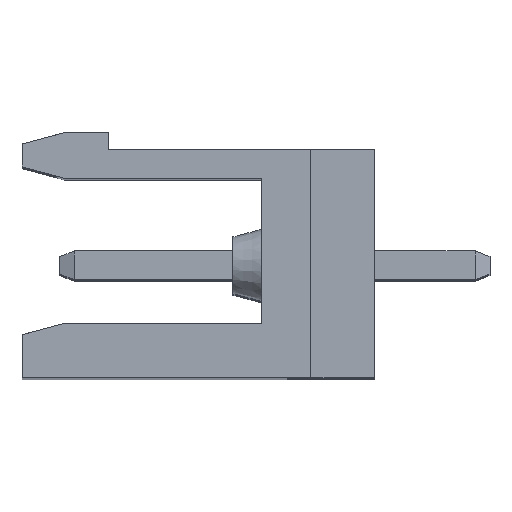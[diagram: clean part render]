
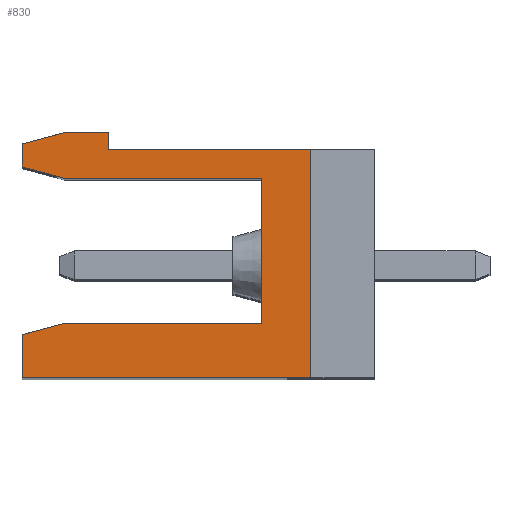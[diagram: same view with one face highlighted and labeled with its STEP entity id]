
A CAD part, top view. The second image highlights one B-rep face of the part: STEP entity #830.
In plain terms, the highlighted planar face has unit normal (0, 0, 1).
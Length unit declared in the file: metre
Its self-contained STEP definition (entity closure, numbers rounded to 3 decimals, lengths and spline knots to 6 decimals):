
#830=ADVANCED_FACE('',(#1840),#1841,.F.);
#1840=FACE_OUTER_BOUND('',#3032,.T.);
#1841=PLANE('',#3033);
#3032=EDGE_LOOP('',(#5384,#5385,#5386,#5387,#5388,#5389,#5390,#5391,#5392,#5393,#5394,#5395,#5396));
#3033=AXIS2_PLACEMENT_3D('',#5397,#5398,#5399);
#5384=ORIENTED_EDGE('',*,*,#7839,.F.);
#5385=ORIENTED_EDGE('',*,*,#7840,.F.);
#5386=ORIENTED_EDGE('',*,*,#7791,.F.);
#5387=ORIENTED_EDGE('',*,*,#7552,.F.);
#5388=ORIENTED_EDGE('',*,*,#7841,.T.);
#5389=ORIENTED_EDGE('',*,*,#7842,.T.);
#5390=ORIENTED_EDGE('',*,*,#7843,.T.);
#5391=ORIENTED_EDGE('',*,*,#7844,.T.);
#5392=ORIENTED_EDGE('',*,*,#7845,.T.);
#5393=ORIENTED_EDGE('',*,*,#7846,.T.);
#5394=ORIENTED_EDGE('',*,*,#7847,.T.);
#5395=ORIENTED_EDGE('',*,*,#7848,.T.);
#5396=ORIENTED_EDGE('',*,*,#7849,.F.);
#5397=CARTESIAN_POINT('',(-0.0037,0.0069,0.34324));
#5398=DIRECTION('',(0.0,0.0,-1.0));
#5399=DIRECTION('',(0.0,-1.0,0.0));
#7552=EDGE_CURVE('',#9167,#9163,#9169,.T.);
#7791=EDGE_CURVE('',#9163,#9531,#9532,.T.);
#7839=EDGE_CURVE('',#9599,#9600,#9601,.T.);
#7840=EDGE_CURVE('',#9531,#9599,#9602,.T.);
#7841=EDGE_CURVE('',#9167,#9603,#9604,.T.);
#7842=EDGE_CURVE('',#9603,#9605,#9606,.T.);
#7843=EDGE_CURVE('',#9605,#9607,#9608,.T.);
#7844=EDGE_CURVE('',#9607,#9609,#9610,.T.);
#7845=EDGE_CURVE('',#9609,#9611,#9612,.T.);
#7846=EDGE_CURVE('',#9611,#9613,#9614,.T.);
#7847=EDGE_CURVE('',#9613,#9615,#9616,.T.);
#7848=EDGE_CURVE('',#9615,#9617,#9618,.T.);
#7849=EDGE_CURVE('',#9600,#9617,#9619,.T.);
#9163=VERTEX_POINT('',#11529);
#9167=VERTEX_POINT('',#11537);
#9169=LINE('',#11540,#11541);
#9531=VERTEX_POINT('',#12075);
#9532=LINE('',#12076,#12077);
#9599=VERTEX_POINT('',#12175);
#9600=VERTEX_POINT('',#12176);
#9601=LINE('',#12177,#12178);
#9602=LINE('',#12179,#12180);
#9603=VERTEX_POINT('',#12181);
#9604=LINE('',#12182,#12183);
#9605=VERTEX_POINT('',#12184);
#9606=LINE('',#12185,#12186);
#9607=VERTEX_POINT('',#12187);
#9608=LINE('',#12188,#12189);
#9609=VERTEX_POINT('',#12190);
#9610=LINE('',#12191,#12192);
#9611=VERTEX_POINT('',#12193);
#9612=LINE('',#12194,#12195);
#9613=VERTEX_POINT('',#12196);
#9614=LINE('',#12197,#12198);
#9615=VERTEX_POINT('',#12199);
#9616=LINE('',#12200,#12201);
#9617=VERTEX_POINT('',#12202);
#9618=LINE('',#12203,#12204);
#9619=LINE('',#12205,#12206);
#11529=CARTESIAN_POINT('',(-0.0105,0.0019,0.34324));
#11537=CARTESIAN_POINT('',(-0.012,0.001498,0.34324));
#11540=CARTESIAN_POINT('',(-0.0105,0.0019,0.34324));
#11541=VECTOR('',#13660,1.0);
#12075=CARTESIAN_POINT('',(-0.0037,0.0019,0.34324));
#12076=CARTESIAN_POINT('',(-0.0037,0.0019,0.34324));
#12077=VECTOR('',#13851,1.0);
#12175=CARTESIAN_POINT('',(-0.0037,0.0069,0.34324));
#12176=CARTESIAN_POINT('',(-0.010507,0.0069,0.34324));
#12177=CARTESIAN_POINT('',(-0.010507,0.0069,0.34324));
#12178=VECTOR('',#13886,1.0);
#12179=CARTESIAN_POINT('',(-0.0037,0.0069,0.34324));
#12180=VECTOR('',#13887,1.0);
#12181=CARTESIAN_POINT('',(-0.012,0.,0.34324));
#12182=CARTESIAN_POINT('',(-0.012,0.0082,0.34324));
#12183=VECTOR('',#13888,1.0);
#12184=CARTESIAN_POINT('',(-0.002,0.,0.34324));
#12185=CARTESIAN_POINT('',(-0.012,0.,0.34324));
#12186=VECTOR('',#13889,1.0);
#12187=CARTESIAN_POINT('',(-0.002,0.0079,0.34324));
#12188=CARTESIAN_POINT('',(-0.002,0.0079,0.34324));
#12189=VECTOR('',#13890,1.0);
#12190=CARTESIAN_POINT('',(-0.009,0.0079,0.34324));
#12191=CARTESIAN_POINT('',(-0.0022,0.0079,0.34324));
#12192=VECTOR('',#13891,1.0);
#12193=CARTESIAN_POINT('',(-0.009,0.0085,0.34324));
#12194=CARTESIAN_POINT('',(-0.009,0.0081,0.34324));
#12195=VECTOR('',#13892,1.0);
#12196=CARTESIAN_POINT('',(-0.010507,0.0085,0.34324));
#12197=CARTESIAN_POINT('',(-0.009,0.0085,0.34324));
#12198=VECTOR('',#13893,1.0);
#12199=CARTESIAN_POINT('',(-0.012,0.0081,0.34324));
#12200=CARTESIAN_POINT('',(-0.010507,0.0085,0.34324));
#12201=VECTOR('',#13894,1.0);
#12202=CARTESIAN_POINT('',(-0.012,0.0073,0.34324));
#12203=CARTESIAN_POINT('',(-0.012,0.0082,0.34324));
#12204=VECTOR('',#13895,1.0);
#12205=CARTESIAN_POINT('',(-0.012,0.0073,0.34324));
#12206=VECTOR('',#13896,1.0);
#13660=DIRECTION('',(0.966,0.259,0.0));
#13851=DIRECTION('',(1.0,0.0,0.0));
#13886=DIRECTION('',(-1.0,0.0,0.0));
#13887=DIRECTION('',(0.,1.0,0.0));
#13888=DIRECTION('',(0.0,-1.0,0.0));
#13889=DIRECTION('',(1.0,0.0,0.0));
#13890=DIRECTION('',(0.0,1.0,0.0));
#13891=DIRECTION('',(-1.0,0.0,0.0));
#13892=DIRECTION('',(0.,1.0,0.0));
#13893=DIRECTION('',(-1.0,0.0,0.0));
#13894=DIRECTION('',(-0.966,-0.259,0.0));
#13895=DIRECTION('',(0.0,-1.0,0.0));
#13896=DIRECTION('',(-0.966,0.259,0.0));
